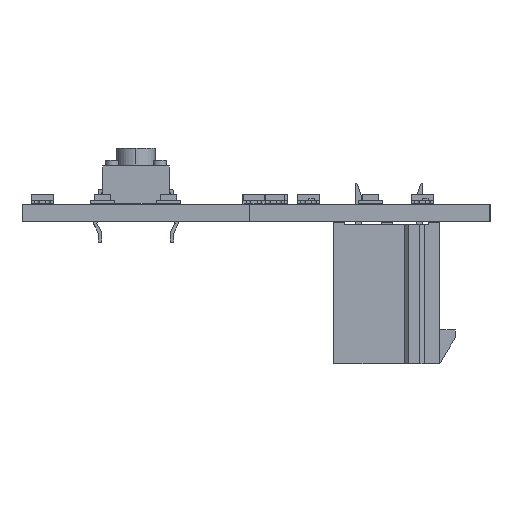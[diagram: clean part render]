
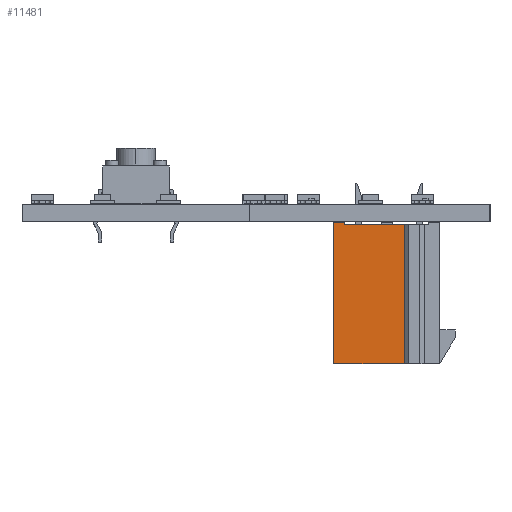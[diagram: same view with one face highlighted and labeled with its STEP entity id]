
A CAD part, left-side view. The second image highlights one B-rep face of the part: STEP entity #11481.
In plain terms, the highlighted planar face has unit normal (-1, 0, 0).
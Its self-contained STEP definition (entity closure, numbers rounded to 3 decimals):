
#10272 = PLANE('',#10273);
#10273 = AXIS2_PLACEMENT_3D('',#10274,#10275,#10276);
#10274 = CARTESIAN_POINT('',(-4.8,12.8,4.8));
#10275 = DIRECTION('',(0.,0.,1.));
#10276 = DIRECTION('',(1.,-0.,0.));
#10508 = PLANE('',#10509);
#10509 = AXIS2_PLACEMENT_3D('',#10510,#10511,#10512);
#10510 = CARTESIAN_POINT('',(-4.8,12.8,-4.8));
#10511 = DIRECTION('',(0.,1.,0.));
#10512 = DIRECTION('',(1.,0.,-0.));
#11205 = PLANE('',#11206);
#11206 = AXIS2_PLACEMENT_3D('',#11207,#11208,#11209);
#11207 = CARTESIAN_POINT('',(1.1,0.,3.8));
#11208 = DIRECTION('',(0.,0.,1.));
#11209 = DIRECTION('',(1.,-0.,0.));
#11481 = ADVANCED_FACE('',(#11482),#11496,.F.);
#11482 = FACE_BOUND('',#11483,.F.);
#11483 = EDGE_LOOP('',(#11484,#11519,#11542,#11565,#11593,#11616));
#11484 = ORIENTED_EDGE('',*,*,#11485,.T.);
#11485 = EDGE_CURVE('',#11486,#11488,#11490,.T.);
#11486 = VERTEX_POINT('',#11487);
#11487 = CARTESIAN_POINT('',(-4.8,0.2,-1.59));
#11488 = VERTEX_POINT('',#11489);
#11489 = CARTESIAN_POINT('',(-4.8,12.8,-1.59));
#11490 = SURFACE_CURVE('',#11491,(#11495,#11507),.PCURVE_S1.);
#11491 = LINE('',#11492,#11493);
#11492 = CARTESIAN_POINT('',(-4.8,0.2,-1.59
    ));
#11493 = VECTOR('',#11494,1.);
#11494 = DIRECTION('',(0.,1.,0.));
#11495 = PCURVE('',#11496,#11501);
#11496 = PLANE('',#11497);
#11497 = AXIS2_PLACEMENT_3D('',#11498,#11499,#11500);
#11498 = CARTESIAN_POINT('',(-4.8,0.,0.));
#11499 = DIRECTION('',(1.,0.,0.));
#11500 = DIRECTION('',(0.,1.,-0.));
#11501 = DEFINITIONAL_REPRESENTATION('',(#11502),#11506);
#11502 = LINE('',#11503,#11504);
#11503 = CARTESIAN_POINT('',(0.2,-1.59));
#11504 = VECTOR('',#11505,1.);
#11505 = DIRECTION('',(1.,0.));
#11506 = ( GEOMETRIC_REPRESENTATION_CONTEXT(2) 
PARAMETRIC_REPRESENTATION_CONTEXT() REPRESENTATION_CONTEXT('2D SPACE',''
  ) );
#11507 = PCURVE('',#11508,#11513);
#11508 = PLANE('',#11509);
#11509 = AXIS2_PLACEMENT_3D('',#11510,#11511,#11512);
#11510 = CARTESIAN_POINT('',(-4.8,12.8,-1.59));
#11511 = DIRECTION('',(-0.707,0.,0.707));
#11512 = DIRECTION('',(0.,1.,0.));
#11513 = DEFINITIONAL_REPRESENTATION('',(#11514),#11518);
#11514 = LINE('',#11515,#11516);
#11515 = CARTESIAN_POINT('',(-12.6,0.));
#11516 = VECTOR('',#11517,1.);
#11517 = DIRECTION('',(1.,0.));
#11518 = ( GEOMETRIC_REPRESENTATION_CONTEXT(2) 
PARAMETRIC_REPRESENTATION_CONTEXT() REPRESENTATION_CONTEXT('2D SPACE',''
  ) );
#11519 = ORIENTED_EDGE('',*,*,#11520,.T.);
#11520 = EDGE_CURVE('',#11488,#11521,#11523,.T.);
#11521 = VERTEX_POINT('',#11522);
#11522 = CARTESIAN_POINT('',(-4.8,12.8,4.8));
#11523 = SURFACE_CURVE('',#11524,(#11528,#11535),.PCURVE_S1.);
#11524 = LINE('',#11525,#11526);
#11525 = CARTESIAN_POINT('',(-4.8,12.8,
    -1.59));
#11526 = VECTOR('',#11527,1.);
#11527 = DIRECTION('',(0.,0.,1.));
#11528 = PCURVE('',#11496,#11529);
#11529 = DEFINITIONAL_REPRESENTATION('',(#11530),#11534);
#11530 = LINE('',#11531,#11532);
#11531 = CARTESIAN_POINT('',(12.8,-1.59));
#11532 = VECTOR('',#11533,1.);
#11533 = DIRECTION('',(0.,1.));
#11534 = ( GEOMETRIC_REPRESENTATION_CONTEXT(2) 
PARAMETRIC_REPRESENTATION_CONTEXT() REPRESENTATION_CONTEXT('2D SPACE',''
  ) );
#11535 = PCURVE('',#10508,#11536);
#11536 = DEFINITIONAL_REPRESENTATION('',(#11537),#11541);
#11537 = LINE('',#11538,#11539);
#11538 = CARTESIAN_POINT('',(0.,-3.21));
#11539 = VECTOR('',#11540,1.);
#11540 = DIRECTION('',(0.,-1.));
#11541 = ( GEOMETRIC_REPRESENTATION_CONTEXT(2) 
PARAMETRIC_REPRESENTATION_CONTEXT() REPRESENTATION_CONTEXT('2D SPACE',''
  ) );
#11542 = ORIENTED_EDGE('',*,*,#11543,.T.);
#11543 = EDGE_CURVE('',#11521,#11544,#11546,.T.);
#11544 = VERTEX_POINT('',#11545);
#11545 = CARTESIAN_POINT('',(-4.8,0.,4.8));
#11546 = SURFACE_CURVE('',#11547,(#11551,#11558),.PCURVE_S1.);
#11547 = LINE('',#11548,#11549);
#11548 = CARTESIAN_POINT('',(-4.8,12.8,4.8
    ));
#11549 = VECTOR('',#11550,1.);
#11550 = DIRECTION('',(0.,-1.,0.));
#11551 = PCURVE('',#11496,#11552);
#11552 = DEFINITIONAL_REPRESENTATION('',(#11553),#11557);
#11553 = LINE('',#11554,#11555);
#11554 = CARTESIAN_POINT('',(12.8,4.8));
#11555 = VECTOR('',#11556,1.);
#11556 = DIRECTION('',(-1.,0.));
#11557 = ( GEOMETRIC_REPRESENTATION_CONTEXT(2) 
PARAMETRIC_REPRESENTATION_CONTEXT() REPRESENTATION_CONTEXT('2D SPACE',''
  ) );
#11558 = PCURVE('',#10272,#11559);
#11559 = DEFINITIONAL_REPRESENTATION('',(#11560),#11564);
#11560 = LINE('',#11561,#11562);
#11561 = CARTESIAN_POINT('',(0.,0.));
#11562 = VECTOR('',#11563,1.);
#11563 = DIRECTION('',(0.,-1.));
#11564 = ( GEOMETRIC_REPRESENTATION_CONTEXT(2) 
PARAMETRIC_REPRESENTATION_CONTEXT() REPRESENTATION_CONTEXT('2D SPACE',''
  ) );
#11565 = ORIENTED_EDGE('',*,*,#11566,.T.);
#11566 = EDGE_CURVE('',#11544,#11567,#11569,.T.);
#11567 = VERTEX_POINT('',#11568);
#11568 = CARTESIAN_POINT('',(-4.8,0.,3.8));
#11569 = SURFACE_CURVE('',#11570,(#11574,#11581),.PCURVE_S1.);
#11570 = LINE('',#11571,#11572);
#11571 = CARTESIAN_POINT('',(-4.8,0.,4.8));
#11572 = VECTOR('',#11573,1.);
#11573 = DIRECTION('',(0.,0.,-1.));
#11574 = PCURVE('',#11496,#11575);
#11575 = DEFINITIONAL_REPRESENTATION('',(#11576),#11580);
#11576 = LINE('',#11577,#11578);
#11577 = CARTESIAN_POINT('',(0.,4.8));
#11578 = VECTOR('',#11579,1.);
#11579 = DIRECTION('',(0.,-1.));
#11580 = ( GEOMETRIC_REPRESENTATION_CONTEXT(2) 
PARAMETRIC_REPRESENTATION_CONTEXT() REPRESENTATION_CONTEXT('2D SPACE',''
  ) );
#11581 = PCURVE('',#11582,#11587);
#11582 = PLANE('',#11583);
#11583 = AXIS2_PLACEMENT_3D('',#11584,#11585,#11586);
#11584 = CARTESIAN_POINT('',(-4.8,0.,4.8));
#11585 = DIRECTION('',(0.,-1.,0.));
#11586 = DIRECTION('',(0.,0.,-1.));
#11587 = DEFINITIONAL_REPRESENTATION('',(#11588),#11592);
#11588 = LINE('',#11589,#11590);
#11589 = CARTESIAN_POINT('',(0.,0.));
#11590 = VECTOR('',#11591,1.);
#11591 = DIRECTION('',(1.,0.));
#11592 = ( GEOMETRIC_REPRESENTATION_CONTEXT(2) 
PARAMETRIC_REPRESENTATION_CONTEXT() REPRESENTATION_CONTEXT('2D SPACE',''
  ) );
#11593 = ORIENTED_EDGE('',*,*,#11594,.T.);
#11594 = EDGE_CURVE('',#11567,#11595,#11597,.T.);
#11595 = VERTEX_POINT('',#11596);
#11596 = CARTESIAN_POINT('',(-4.8,0.2,3.8));
#11597 = SURFACE_CURVE('',#11598,(#11602,#11609),.PCURVE_S1.);
#11598 = LINE('',#11599,#11600);
#11599 = CARTESIAN_POINT('',(-4.8,0.,3.8));
#11600 = VECTOR('',#11601,1.);
#11601 = DIRECTION('',(0.,1.,0.));
#11602 = PCURVE('',#11496,#11603);
#11603 = DEFINITIONAL_REPRESENTATION('',(#11604),#11608);
#11604 = LINE('',#11605,#11606);
#11605 = CARTESIAN_POINT('',(0.,3.8));
#11606 = VECTOR('',#11607,1.);
#11607 = DIRECTION('',(1.,0.));
#11608 = ( GEOMETRIC_REPRESENTATION_CONTEXT(2) 
PARAMETRIC_REPRESENTATION_CONTEXT() REPRESENTATION_CONTEXT('2D SPACE',''
  ) );
#11609 = PCURVE('',#11205,#11610);
#11610 = DEFINITIONAL_REPRESENTATION('',(#11611),#11615);
#11611 = LINE('',#11612,#11613);
#11612 = CARTESIAN_POINT('',(-5.9,0.));
#11613 = VECTOR('',#11614,1.);
#11614 = DIRECTION('',(0.,1.));
#11615 = ( GEOMETRIC_REPRESENTATION_CONTEXT(2) 
PARAMETRIC_REPRESENTATION_CONTEXT() REPRESENTATION_CONTEXT('2D SPACE',''
  ) );
#11616 = ORIENTED_EDGE('',*,*,#11617,.F.);
#11617 = EDGE_CURVE('',#11486,#11595,#11618,.T.);
#11618 = SURFACE_CURVE('',#11619,(#11623,#11630),.PCURVE_S1.);
#11619 = LINE('',#11620,#11621);
#11620 = CARTESIAN_POINT('',(-4.8,0.2,-1.59
    ));
#11621 = VECTOR('',#11622,1.);
#11622 = DIRECTION('',(0.,0.,1.));
#11623 = PCURVE('',#11496,#11624);
#11624 = DEFINITIONAL_REPRESENTATION('',(#11625),#11629);
#11625 = LINE('',#11626,#11627);
#11626 = CARTESIAN_POINT('',(0.2,-1.59));
#11627 = VECTOR('',#11628,1.);
#11628 = DIRECTION('',(0.,1.));
#11629 = ( GEOMETRIC_REPRESENTATION_CONTEXT(2) 
PARAMETRIC_REPRESENTATION_CONTEXT() REPRESENTATION_CONTEXT('2D SPACE',''
  ) );
#11630 = PCURVE('',#11631,#11636);
#11631 = PLANE('',#11632);
#11632 = AXIS2_PLACEMENT_3D('',#11633,#11634,#11635);
#11633 = CARTESIAN_POINT('',(-4.8,0.2,0.));
#11634 = DIRECTION('',(0.,-1.,0.));
#11635 = DIRECTION('',(0.,0.,-1.));
#11636 = DEFINITIONAL_REPRESENTATION('',(#11637),#11641);
#11637 = LINE('',#11638,#11639);
#11638 = CARTESIAN_POINT('',(1.59,0.));
#11639 = VECTOR('',#11640,1.);
#11640 = DIRECTION('',(-1.,0.));
#11641 = ( GEOMETRIC_REPRESENTATION_CONTEXT(2) 
PARAMETRIC_REPRESENTATION_CONTEXT() REPRESENTATION_CONTEXT('2D SPACE',''
  ) );
